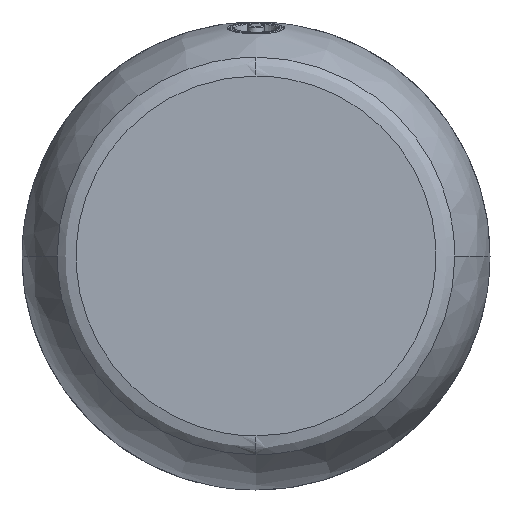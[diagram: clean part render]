
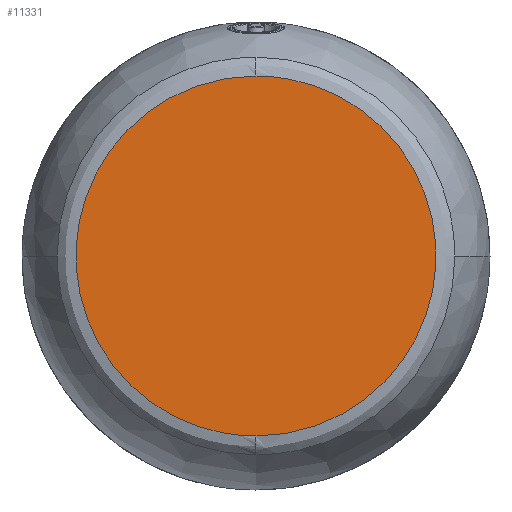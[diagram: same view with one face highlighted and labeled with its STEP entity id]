
A CAD part, front view. The second image highlights one B-rep face of the part: STEP entity #11331.
In plain terms, the highlighted free-form (B-spline) face has degree [1, 1] with [2, 2] control points.
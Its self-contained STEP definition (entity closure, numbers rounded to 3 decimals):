
#11152 = VERTEX_POINT('',#11153);
#11153 = CARTESIAN_POINT('',(0.,0.,
    107.775));
#11159 = EDGE_CURVE('',#11160,#11152,#11162,.T.);
#11160 = VERTEX_POINT('',#11161);
#11161 = CARTESIAN_POINT('',(0.,0.,-107.775));
#11162 = ( BOUNDED_CURVE() B_SPLINE_CURVE(2,(#11163,#11164,#11165,#11166
,#11167),.UNSPECIFIED.,.F.,.F.) B_SPLINE_CURVE_WITH_KNOTS((3,2,3),(
    3.142,4.712,6.283),
.PIECEWISE_BEZIER_KNOTS.) CURVE() GEOMETRIC_REPRESENTATION_ITEM() 
RATIONAL_B_SPLINE_CURVE((1.,0.707,1.,0.707,1.)) 
REPRESENTATION_ITEM('') );
#11163 = CARTESIAN_POINT('',(0.,0.,
    -107.775));
#11164 = CARTESIAN_POINT('',(107.775,0.,
    -107.775));
#11165 = CARTESIAN_POINT('',(107.775,0.,
    0.));
#11166 = CARTESIAN_POINT('',(107.775,0.,
    107.775));
#11167 = CARTESIAN_POINT('',(0.,0.,
    107.775));
#11308 = EDGE_CURVE('',#11152,#11160,#11309,.T.);
#11309 = ( BOUNDED_CURVE() B_SPLINE_CURVE(2,(#11310,#11311,#11312,#11313
,#11314),.UNSPECIFIED.,.F.,.F.) B_SPLINE_CURVE_WITH_KNOTS((3,2,3),(0.,
1.571,3.142),.PIECEWISE_BEZIER_KNOTS.) CURVE() 
GEOMETRIC_REPRESENTATION_ITEM() RATIONAL_B_SPLINE_CURVE((1.,
0.707,1.,0.707,1.)) REPRESENTATION_ITEM('') );
#11310 = CARTESIAN_POINT('',(0.,0.,107.775));
#11311 = CARTESIAN_POINT('',(-107.775,0.,
    107.775));
#11312 = CARTESIAN_POINT('',(-107.775,0.,
    0.));
#11313 = CARTESIAN_POINT('',(-107.775,0.,
    -107.775));
#11314 = CARTESIAN_POINT('',(0.,0.,
    -107.775));
#11331 = ADVANCED_FACE('',(#11332),#11336,.F.);
#11332 = FACE_BOUND('',#11333,.T.);
#11333 = EDGE_LOOP('',(#11334,#11335));
#11334 = ORIENTED_EDGE('',*,*,#11159,.T.);
#11335 = ORIENTED_EDGE('',*,*,#11308,.T.);
#11336 = B_SPLINE_SURFACE_WITH_KNOTS('',1,1,(
    (#11337,#11338)
    ,(#11339,#11340
    )),.UNSPECIFIED.,.F.,.F.,.F.,(2,2),(2,2),(-77.188,
    77.188),(-77.188,77.188),
  .PIECEWISE_BEZIER_KNOTS.);
#11337 = CARTESIAN_POINT('',(-107.775,0.,
    -107.775));
#11338 = CARTESIAN_POINT('',(107.775,0.,
    -107.775));
#11339 = CARTESIAN_POINT('',(-107.775,0.,
    107.775));
#11340 = CARTESIAN_POINT('',(107.775,0.,
    107.775));
